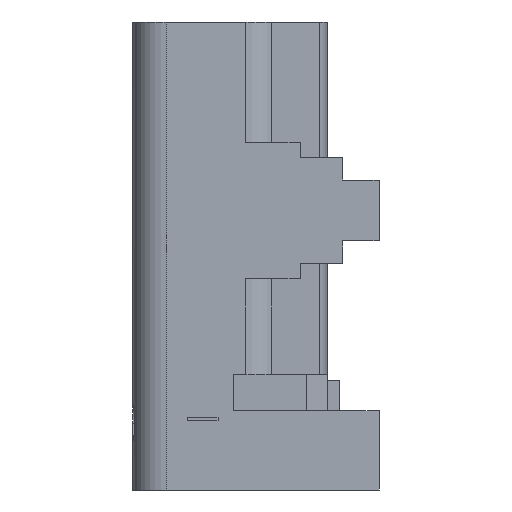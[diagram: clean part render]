
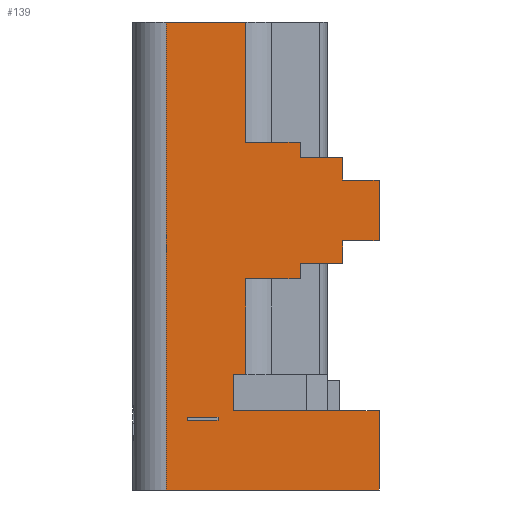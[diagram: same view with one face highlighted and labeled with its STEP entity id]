
A CAD part, left-side view. The second image highlights one B-rep face of the part: STEP entity #139.
In plain terms, the highlighted planar face has unit normal (-1, 0, 0).
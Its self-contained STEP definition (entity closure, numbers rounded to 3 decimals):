
#139=ADVANCED_FACE('',(#860,#861),#862,.T.);
#860=FACE_OUTER_BOUND('',#2208,.T.);
#861=FACE_BOUND('',#2209,.T.);
#862=PLANE('',#2210);
#2208=EDGE_LOOP('',(#4462,#4463,#4464,#4465,#4466,#4467,#4468,#4469,#4470,#4471,#4472,#4473,#4474,#4475,#4476,#4477,#4478,#4479,#4480,#4481));
#2209=EDGE_LOOP('',(#4482,#4483,#4484,#4485));
#2210=AXIS2_PLACEMENT_3D('',#4486,#4487,#4488);
#4462=ORIENTED_EDGE('',*,*,#9854,.F.);
#4463=ORIENTED_EDGE('',*,*,#9855,.F.);
#4464=ORIENTED_EDGE('',*,*,#9856,.F.);
#4465=ORIENTED_EDGE('',*,*,#9857,.F.);
#4466=ORIENTED_EDGE('',*,*,#9858,.F.);
#4467=ORIENTED_EDGE('',*,*,#9859,.F.);
#4468=ORIENTED_EDGE('',*,*,#9860,.F.);
#4469=ORIENTED_EDGE('',*,*,#9861,.F.);
#4470=ORIENTED_EDGE('',*,*,#9862,.F.);
#4471=ORIENTED_EDGE('',*,*,#9863,.F.);
#4472=ORIENTED_EDGE('',*,*,#9864,.F.);
#4473=ORIENTED_EDGE('',*,*,#9865,.F.);
#4474=ORIENTED_EDGE('',*,*,#9866,.F.);
#4475=ORIENTED_EDGE('',*,*,#9867,.F.);
#4476=ORIENTED_EDGE('',*,*,#9444,.F.);
#4477=ORIENTED_EDGE('',*,*,#9470,.T.);
#4478=ORIENTED_EDGE('',*,*,#9551,.F.);
#4479=ORIENTED_EDGE('',*,*,#9853,.T.);
#4480=ORIENTED_EDGE('',*,*,#9868,.F.);
#4481=ORIENTED_EDGE('',*,*,#9869,.T.);
#4482=ORIENTED_EDGE('',*,*,#9870,.T.);
#4483=ORIENTED_EDGE('',*,*,#9871,.F.);
#4484=ORIENTED_EDGE('',*,*,#9872,.T.);
#4485=ORIENTED_EDGE('',*,*,#9873,.T.);
#4486=CARTESIAN_POINT('',(-5.6,1.05,0.0));
#4487=DIRECTION('',(-1.0,0.0,0.0));
#4488=DIRECTION('',(0.0,0.0,1.0));
#9444=EDGE_CURVE('',#11360,#11361,#11362,.T.);
#9470=EDGE_CURVE('',#11360,#11411,#11413,.T.);
#9551=EDGE_CURVE('',#11563,#11411,#11565,.T.);
#9853=EDGE_CURVE('',#11563,#12114,#12116,.T.);
#9854=EDGE_CURVE('',#12117,#12118,#12119,.T.);
#9855=EDGE_CURVE('',#12120,#12117,#12121,.T.);
#9856=EDGE_CURVE('',#12122,#12120,#12123,.T.);
#9857=EDGE_CURVE('',#12124,#12122,#12125,.T.);
#9858=EDGE_CURVE('',#12126,#12124,#12127,.T.);
#9859=EDGE_CURVE('',#12128,#12126,#12129,.T.);
#9860=EDGE_CURVE('',#12130,#12128,#12131,.T.);
#9861=EDGE_CURVE('',#12132,#12130,#12133,.T.);
#9862=EDGE_CURVE('',#12134,#12132,#12135,.T.);
#9863=EDGE_CURVE('',#12136,#12134,#12137,.T.);
#9864=EDGE_CURVE('',#12138,#12136,#12139,.T.);
#9865=EDGE_CURVE('',#12140,#12138,#12141,.T.);
#9866=EDGE_CURVE('',#12142,#12140,#12143,.T.);
#9867=EDGE_CURVE('',#11361,#12142,#12144,.T.);
#9868=EDGE_CURVE('',#12145,#12114,#12146,.T.);
#9869=EDGE_CURVE('',#12145,#12118,#12147,.T.);
#9870=EDGE_CURVE('',#12148,#12149,#12150,.T.);
#9871=EDGE_CURVE('',#12151,#12149,#12152,.T.);
#9872=EDGE_CURVE('',#12151,#12153,#12154,.T.);
#9873=EDGE_CURVE('',#12153,#12148,#12155,.T.);
#11360=VERTEX_POINT('',#14545);
#11361=VERTEX_POINT('',#14546);
#11362=LINE('',#14547,#14548);
#11411=VERTEX_POINT('',#14609);
#11413=LINE('',#14611,#14612);
#11563=VERTEX_POINT('',#14844);
#11565=LINE('',#14847,#14848);
#12114=VERTEX_POINT('',#15746);
#12116=LINE('',#15749,#15750);
#12117=VERTEX_POINT('',#15751);
#12118=VERTEX_POINT('',#15752);
#12119=LINE('',#15753,#15754);
#12120=VERTEX_POINT('',#15755);
#12121=LINE('',#15756,#15757);
#12122=VERTEX_POINT('',#15758);
#12123=LINE('',#15759,#15760);
#12124=VERTEX_POINT('',#15761);
#12125=LINE('',#15762,#15763);
#12126=VERTEX_POINT('',#15764);
#12127=LINE('',#15765,#15766);
#12128=VERTEX_POINT('',#15767);
#12129=LINE('',#15768,#15769);
#12130=VERTEX_POINT('',#15770);
#12131=LINE('',#15771,#15772);
#12132=VERTEX_POINT('',#15773);
#12133=LINE('',#15774,#15775);
#12134=VERTEX_POINT('',#15776);
#12135=LINE('',#15777,#15778);
#12136=VERTEX_POINT('',#15779);
#12137=LINE('',#15780,#15781);
#12138=VERTEX_POINT('',#15782);
#12139=LINE('',#15783,#15784);
#12140=VERTEX_POINT('',#15785);
#12141=LINE('',#15786,#15787);
#12142=VERTEX_POINT('',#15788);
#12143=LINE('',#15789,#15790);
#12144=LINE('',#15791,#15792);
#12145=VERTEX_POINT('',#15793);
#12146=LINE('',#15794,#15795);
#12147=LINE('',#15796,#15797);
#12148=VERTEX_POINT('',#15798);
#12149=VERTEX_POINT('',#15799);
#12150=LINE('',#15800,#15801);
#12151=VERTEX_POINT('',#15802);
#12152=LINE('',#15803,#15804);
#12153=VERTEX_POINT('',#15805);
#12154=LINE('',#15806,#15807);
#12155=LINE('',#15808,#15809);
#14545=CARTESIAN_POINT('',(-5.6,1.05,0.0));
#14546=CARTESIAN_POINT('',(-5.6,-0.257,0.0));
#14547=CARTESIAN_POINT('',(-5.6,1.05,0.0));
#14548=VECTOR('',#19540,1.307);
#14609=CARTESIAN_POINT('',(-5.6,1.05,-7.7));
#14611=CARTESIAN_POINT('',(-5.6,1.05,0.0));
#14612=VECTOR('',#19592,7.7);
#14844=CARTESIAN_POINT('',(-5.6,-2.45,-7.7));
#14847=CARTESIAN_POINT('',(-5.6,-2.45,-7.7));
#14848=VECTOR('',#19710,3.5);
#15746=CARTESIAN_POINT('',(-5.6,-2.45,-6.4));
#15749=CARTESIAN_POINT('',(-5.6,-2.45,-7.7));
#15750=VECTOR('',#20055,1.3);
#15751=CARTESIAN_POINT('',(-5.6,-0.257,-5.8));
#15752=CARTESIAN_POINT('',(-5.6,-0.05,-5.8));
#15753=CARTESIAN_POINT('',(-5.6,-0.257,-5.8));
#15754=VECTOR('',#20056,0.207);
#15755=CARTESIAN_POINT('',(-5.6,-0.257,-4.225));
#15756=CARTESIAN_POINT('',(-5.6,-0.257,-4.225));
#15757=VECTOR('',#20057,1.575);
#15758=CARTESIAN_POINT('',(-5.6,-1.15,-4.225));
#15759=CARTESIAN_POINT('',(-5.6,-1.15,-4.225));
#15760=VECTOR('',#20058,0.893);
#15761=CARTESIAN_POINT('',(-5.6,-1.15,-3.975));
#15762=CARTESIAN_POINT('',(-5.6,-1.15,-3.975));
#15763=VECTOR('',#20059,0.25);
#15764=CARTESIAN_POINT('',(-5.6,-1.85,-3.975));
#15765=CARTESIAN_POINT('',(-5.6,-1.85,-3.975));
#15766=VECTOR('',#20060,0.7);
#15767=CARTESIAN_POINT('',(-5.6,-1.85,-3.6));
#15768=CARTESIAN_POINT('',(-5.6,-1.85,-3.6));
#15769=VECTOR('',#20061,0.375);
#15770=CARTESIAN_POINT('',(-5.6,-2.45,-3.6));
#15771=CARTESIAN_POINT('',(-5.6,-2.45,-3.6));
#15772=VECTOR('',#20062,0.6);
#15773=CARTESIAN_POINT('',(-5.6,-2.45,-2.6));
#15774=CARTESIAN_POINT('',(-5.6,-2.45,-2.6));
#15775=VECTOR('',#20063,1.0);
#15776=CARTESIAN_POINT('',(-5.6,-1.85,-2.6));
#15777=CARTESIAN_POINT('',(-5.6,-1.85,-2.6));
#15778=VECTOR('',#20064,0.6);
#15779=CARTESIAN_POINT('',(-5.6,-1.85,-2.225));
#15780=CARTESIAN_POINT('',(-5.6,-1.85,-2.225));
#15781=VECTOR('',#20065,0.375);
#15782=CARTESIAN_POINT('',(-5.6,-1.15,-2.225));
#15783=CARTESIAN_POINT('',(-5.6,-1.15,-2.225));
#15784=VECTOR('',#20066,0.7);
#15785=CARTESIAN_POINT('',(-5.6,-1.15,-1.975));
#15786=CARTESIAN_POINT('',(-5.6,-1.15,-1.975));
#15787=VECTOR('',#20067,0.25);
#15788=CARTESIAN_POINT('',(-5.6,-0.257,-1.975));
#15789=CARTESIAN_POINT('',(-5.6,-0.257,-1.975));
#15790=VECTOR('',#20068,0.893);
#15791=CARTESIAN_POINT('',(-5.6,-0.257,0.0));
#15792=VECTOR('',#20069,1.975);
#15793=CARTESIAN_POINT('',(-5.6,-0.05,-6.4));
#15794=CARTESIAN_POINT('',(-5.6,-0.05,-6.4));
#15795=VECTOR('',#20070,2.4);
#15796=CARTESIAN_POINT('',(-5.6,-0.05,-6.4));
#15797=VECTOR('',#20071,0.6);
#15798=CARTESIAN_POINT('',(-5.6,0.7,-6.5));
#15799=CARTESIAN_POINT('',(-5.6,0.2,-6.5));
#15800=CARTESIAN_POINT('',(-5.6,0.7,-6.5));
#15801=VECTOR('',#20072,0.5);
#15802=CARTESIAN_POINT('',(-5.6,0.2,-6.55));
#15803=CARTESIAN_POINT('',(-5.6,0.2,-6.55));
#15804=VECTOR('',#20073,0.05);
#15805=CARTESIAN_POINT('',(-5.6,0.7,-6.55));
#15806=CARTESIAN_POINT('',(-5.6,0.2,-6.55));
#15807=VECTOR('',#20074,0.5);
#15808=CARTESIAN_POINT('',(-5.6,0.7,-6.55));
#15809=VECTOR('',#20075,0.05);
#19540=DIRECTION('',(0.0,-1.0,0.0));
#19592=DIRECTION('',(0.0,0.0,-1.0));
#19710=DIRECTION('',(0.0,1.0,0.0));
#20055=DIRECTION('',(0.0,0.0,1.0));
#20056=DIRECTION('',(0.0,1.0,0.0));
#20057=DIRECTION('',(0.0,0.0,-1.0));
#20058=DIRECTION('',(0.0,1.0,0.0));
#20059=DIRECTION('',(0.0,0.0,-1.0));
#20060=DIRECTION('',(0.0,1.0,0.0));
#20061=DIRECTION('',(0.0,0.0,-1.0));
#20062=DIRECTION('',(0.0,1.0,0.0));
#20063=DIRECTION('',(0.0,0.0,-1.0));
#20064=DIRECTION('',(0.0,-1.0,0.0));
#20065=DIRECTION('',(0.0,0.0,-1.0));
#20066=DIRECTION('',(0.0,-1.0,0.0));
#20067=DIRECTION('',(0.0,0.0,-1.0));
#20068=DIRECTION('',(0.0,-1.0,0.0));
#20069=DIRECTION('',(0.0,0.0,-1.0));
#20070=DIRECTION('',(0.0,-1.0,0.0));
#20071=DIRECTION('',(0.0,0.0,1.0));
#20072=DIRECTION('',(0.0,-1.0,0.0));
#20073=DIRECTION('',(0.,0.0,1.0));
#20074=DIRECTION('',(0.0,1.0,0.0));
#20075=DIRECTION('',(0.,0.0,1.0));
